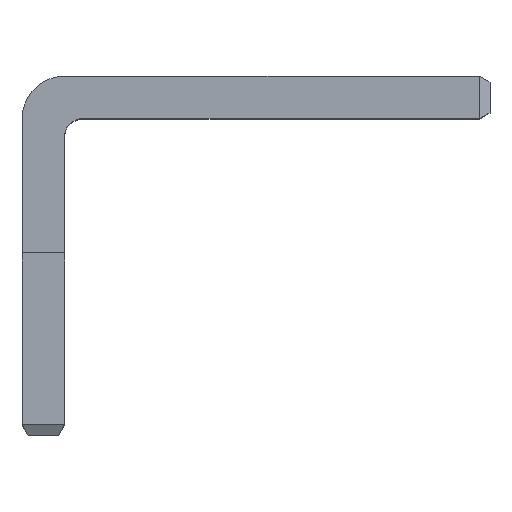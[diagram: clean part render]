
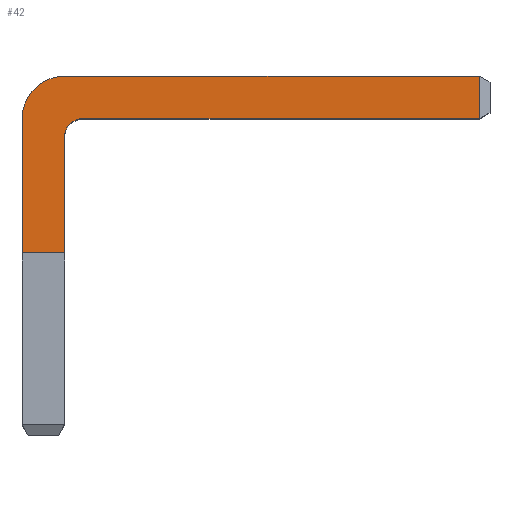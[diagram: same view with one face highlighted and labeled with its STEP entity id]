
A CAD part, top view. The second image highlights one B-rep face of the part: STEP entity #42.
In plain terms, the highlighted planar face has unit normal (0, 0, 1).
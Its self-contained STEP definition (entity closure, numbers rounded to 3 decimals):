
#12 = ORIENTED_EDGE ( 'NONE', *, *, #947, .F. ) ;
#20 = CIRCLE ( 'NONE', #1247, 0.3 ) ;
#23 = CARTESIAN_POINT ( 'NONE',  ( 0.35, 2.54, 0.35 ) ) ;
#42 = ADVANCED_FACE ( 'NONE', ( #124 ), #451, .F. ) ;
#98 = VERTEX_POINT ( 'NONE', #1890 ) ;
#99 = DIRECTION ( 'NONE',  ( -1., 0., 0. ) ) ;
#116 = VERTEX_POINT ( 'NONE', #812 ) ;
#124 = FACE_OUTER_BOUND ( 'NONE', #1572, .T. ) ;
#143 = DIRECTION ( 'NONE',  ( -1., 0., 0. ) ) ;
#176 = ORIENTED_EDGE ( 'NONE', *, *, #1979, .F. ) ;
#192 = CARTESIAN_POINT ( 'NONE',  ( 0.65, 4.75, 0.35 ) ) ;
#196 = CARTESIAN_POINT ( 'NONE',  ( -0.35, 5.45, 0.35 ) ) ;
#204 = VECTOR ( 'NONE', #636, 1000. ) ;
#315 = CARTESIAN_POINT ( 'NONE',  ( 0.35, 5.45, 0.35 ) ) ;
#332 = EDGE_CURVE ( 'NONE', #370, #522, #1155, .T. ) ;
#370 = VERTEX_POINT ( 'NONE', #439 ) ;
#439 = CARTESIAN_POINT ( 'NONE',  ( 7.177, 4.75, 0.35 ) ) ;
#451 = PLANE ( 'NONE',  #1305 ) ;
#470 = VERTEX_POINT ( 'NONE', #23 ) ;
#522 = VERTEX_POINT ( 'NONE', #192 ) ;
#591 = CARTESIAN_POINT ( 'NONE',  ( 0.35, 4.75, 0.35 ) ) ;
#636 = DIRECTION ( 'NONE',  ( 0., -1., 0. ) ) ;
#659 = EDGE_CURVE ( 'NONE', #522, #1829, #20, .T. ) ;
#698 = ORIENTED_EDGE ( 'NONE', *, *, #332, .F. ) ;
#700 = CARTESIAN_POINT ( 'NONE',  ( 0.35, 5.45, 0.35 ) ) ;
#701 = DIRECTION ( 'NONE',  ( 0., 0., -1. ) ) ;
#766 = EDGE_CURVE ( 'NONE', #1829, #470, #1981, .T. ) ;
#780 = VERTEX_POINT ( 'NONE', #1830 ) ;
#787 = DIRECTION ( 'NONE',  ( -1., 0., 0. ) ) ;
#796 = VECTOR ( 'NONE', #99, 1000. ) ;
#812 = CARTESIAN_POINT ( 'NONE',  ( 0.35, 5.45, 0.35 ) ) ;
#815 = CARTESIAN_POINT ( 'NONE',  ( 7.177, 5.45, 0.35 ) ) ;
#877 = CARTESIAN_POINT ( 'NONE',  ( 0.35, 5.45, 0.35 ) ) ;
#900 = ORIENTED_EDGE ( 'NONE', *, *, #766, .F. ) ;
#947 = EDGE_CURVE ( 'NONE', #1531, #370, #1070, .T. ) ;
#977 = LINE ( 'NONE', #1822, #796 ) ;
#1004 = CARTESIAN_POINT ( 'NONE',  ( 0.65, 4.45, 0.35 ) ) ;
#1024 = EDGE_CURVE ( 'NONE', #780, #98, #1665, .T. ) ;
#1035 = LINE ( 'NONE', #877, #1801 ) ;
#1046 = VECTOR ( 'NONE', #1796, 1000. ) ;
#1059 = DIRECTION ( 'NONE',  ( 1., 0., 0. ) ) ;
#1070 = LINE ( 'NONE', #815, #204 ) ;
#1103 = DIRECTION ( 'NONE',  ( 0., 0., -1. ) ) ;
#1155 = LINE ( 'NONE', #1250, #1274 ) ;
#1237 = EDGE_CURVE ( 'NONE', #470, #780, #977, .T. ) ;
#1247 = AXIS2_PLACEMENT_3D ( 'NONE', #1004, #1490, #1953 ) ;
#1250 = CARTESIAN_POINT ( 'NONE',  ( 0.35, 4.75, 0.35 ) ) ;
#1274 = VECTOR ( 'NONE', #787, 1000. ) ;
#1305 = AXIS2_PLACEMENT_3D ( 'NONE', #315, #1103, #143 ) ;
#1344 = AXIS2_PLACEMENT_3D ( 'NONE', #591, #701, #1963 ) ;
#1379 = VECTOR ( 'NONE', #1764, 1000. ) ;
#1490 = DIRECTION ( 'NONE',  ( 0., 0., 1. ) ) ;
#1531 = VERTEX_POINT ( 'NONE', #1683 ) ;
#1570 = ORIENTED_EDGE ( 'NONE', *, *, #1024, .F. ) ;
#1571 = EDGE_CURVE ( 'NONE', #116, #1531, #1035, .T. ) ;
#1572 = EDGE_LOOP ( 'NONE', ( #900, #1980, #698, #12, #1679, #176, #1570, #1965 ) ) ;
#1611 = CIRCLE ( 'NONE', #1344, 0.7 ) ;
#1665 = LINE ( 'NONE', #196, #1379 ) ;
#1679 = ORIENTED_EDGE ( 'NONE', *, *, #1571, .F. ) ;
#1683 = CARTESIAN_POINT ( 'NONE',  ( 7.177, 5.45, 0.35 ) ) ;
#1764 = DIRECTION ( 'NONE',  ( 0., 1., 0. ) ) ;
#1796 = DIRECTION ( 'NONE',  ( 0., -1., 0. ) ) ;
#1801 = VECTOR ( 'NONE', #1059, 1000. ) ;
#1822 = CARTESIAN_POINT ( 'NONE',  ( 0.35, 2.54, 0.35 ) ) ;
#1829 = VERTEX_POINT ( 'NONE', #1906 ) ;
#1830 = CARTESIAN_POINT ( 'NONE',  ( -0.35, 2.54, 0.35 ) ) ;
#1890 = CARTESIAN_POINT ( 'NONE',  ( -0.35, 4.75, 0.35 ) ) ;
#1906 = CARTESIAN_POINT ( 'NONE',  ( 0.35, 4.45, 0.35 ) ) ;
#1953 = DIRECTION ( 'NONE',  ( 0., -1., 0. ) ) ;
#1963 = DIRECTION ( 'NONE',  ( 1., 0., 0. ) ) ;
#1965 = ORIENTED_EDGE ( 'NONE', *, *, #1237, .F. ) ;
#1979 = EDGE_CURVE ( 'NONE', #98, #116, #1611, .T. ) ;
#1980 = ORIENTED_EDGE ( 'NONE', *, *, #659, .F. ) ;
#1981 = LINE ( 'NONE', #700, #1046 ) ;
